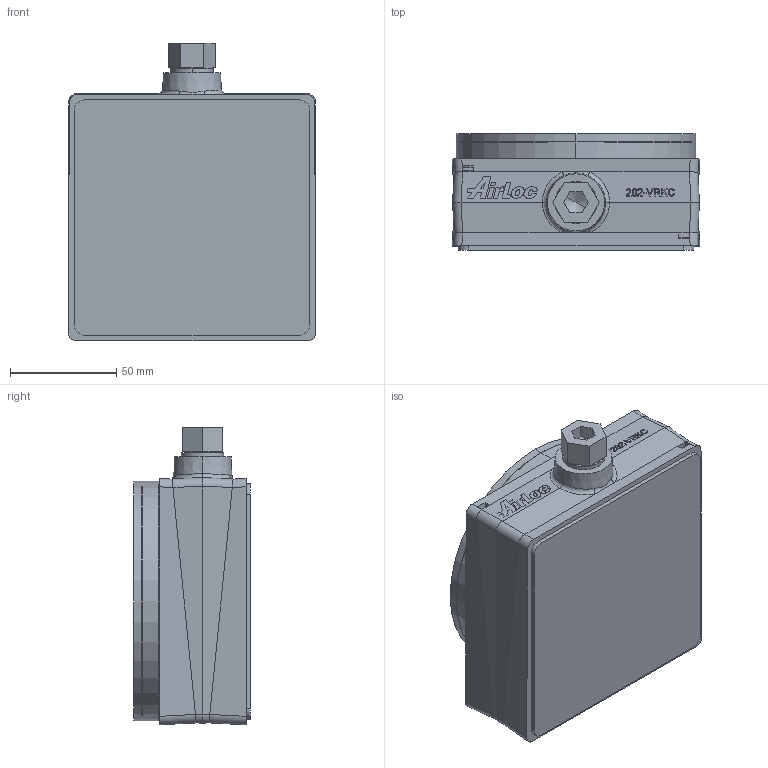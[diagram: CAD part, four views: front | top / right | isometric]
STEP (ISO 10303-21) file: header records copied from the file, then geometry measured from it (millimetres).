
FILE_DESCRIPTION (( 'STEP AP214' ), '1' );
FILE_NAME ('202-VRKC-2.step', '2013-05-29T09:32:52', ( 'admin' ), ( '' ), 'SwSTEP 2.0', 'SolidWorks 2012', '' );
FILE_SCHEMA (( 'AUTOMOTIVE_DESIGN' ));
Length unit declared in the file: millimetre
Products named in the file (1): 202-VRKC-2
Bounding box: 116.8 x 54.98 x 140.4 mm (x, y, z)
Volume: 600572.1 mm3; surface area: 64387.5 mm2
Topology: 2 solids, 3 shells, 353 faces, 872 edges, 556 vertices
Faces by surface type: plane 195, cylinder 60, bspline 60, cone 36, torus 2
Entity records: 17630 total; most frequent: CARTESIAN_POINT 5947, ORIENTED_EDGE 1740, DIRECTION 1379, EDGE_CURVE 870, VERTEX_POINT 556, LINE 547, VECTOR 547, AXIS2_PLACEMENT_3D 416
